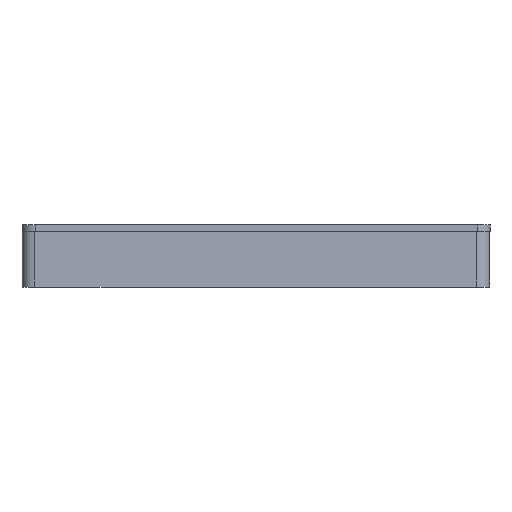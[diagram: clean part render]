
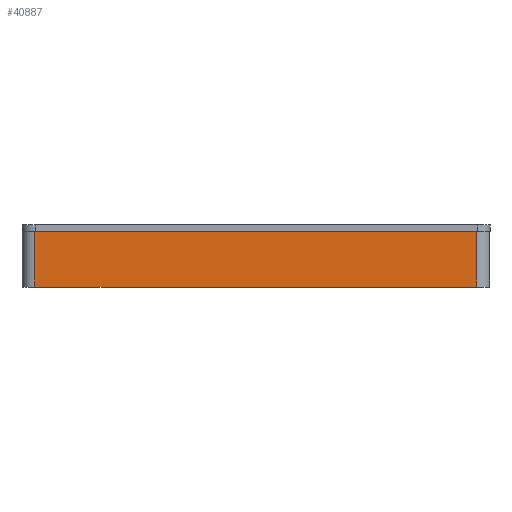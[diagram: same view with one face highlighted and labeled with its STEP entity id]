
A CAD part, front view. The second image highlights one B-rep face of the part: STEP entity #40887.
In plain terms, the highlighted planar face has unit normal (0, -1, 0).
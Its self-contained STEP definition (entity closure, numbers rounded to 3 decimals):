
#2444=FACE_OUTER_BOUND('',#3865,.T.);
#3865=EDGE_LOOP('',(#38729,#38730,#38731,#38732));
#8996=LINE('',#72610,#14126);
#9005=LINE('',#72640,#14135);
#9006=LINE('',#72643,#14136);
#9007=LINE('',#72644,#14137);
#14126=VECTOR('',#53688,10.);
#14135=VECTOR('',#53717,10.);
#14136=VECTOR('',#53720,10.);
#14137=VECTOR('',#53721,10.);
#22323=VERTEX_POINT('',#72607);
#22324=VERTEX_POINT('',#72609);
#22335=VERTEX_POINT('',#72638);
#22336=VERTEX_POINT('',#72642);
#29537=EDGE_CURVE('',#22323,#22324,#8996,.T.);
#29553=EDGE_CURVE('',#22335,#22323,#9005,.T.);
#29554=EDGE_CURVE('',#22335,#22336,#9006,.T.);
#29555=EDGE_CURVE('',#22324,#22336,#9007,.T.);
#38729=ORIENTED_EDGE('',*,*,#29553,.F.);
#38730=ORIENTED_EDGE('',*,*,#29554,.T.);
#38731=ORIENTED_EDGE('',*,*,#29555,.F.);
#38732=ORIENTED_EDGE('',*,*,#29537,.F.);
#39357=PLANE('',#43849);
#40887=ADVANCED_FACE('',(#2444),#39357,.T.);
#43849=AXIS2_PLACEMENT_3D('',#72641,#53718,#53719);
#53688=DIRECTION('',(1.,0.,0.));
#53717=DIRECTION('',(0.,0.,1.));
#53718=DIRECTION('center_axis',(0.,-1.,0.));
#53719=DIRECTION('ref_axis',(1.,0.,0.));
#53720=DIRECTION('',(1.,0.,0.));
#53721=DIRECTION('',(0.,0.,-1.));
#72607=CARTESIAN_POINT('',(-7.,-10.,13.));
#72609=CARTESIAN_POINT('',(96.044,-10.,13.));
#72610=CARTESIAN_POINT('',(-10.,-10.,13.));
#72638=CARTESIAN_POINT('',(-7.,-10.,0.));
#72640=CARTESIAN_POINT('',(-7.,-10.,0.));
#72641=CARTESIAN_POINT('Origin',(-10.,-10.,0.));
#72642=CARTESIAN_POINT('',(96.044,-10.,0.));
#72643=CARTESIAN_POINT('',(-10.,-10.,0.));
#72644=CARTESIAN_POINT('',(96.044,-10.,0.));
